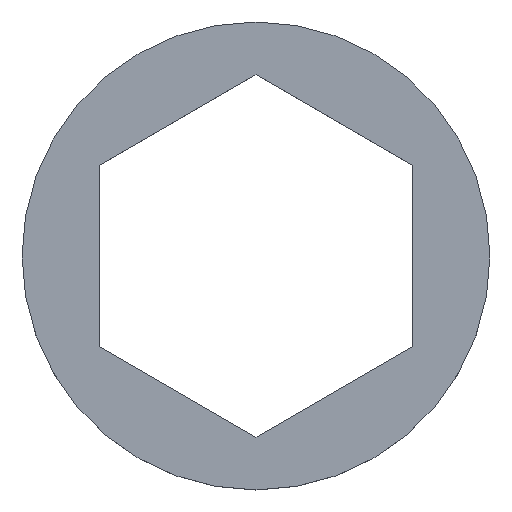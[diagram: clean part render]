
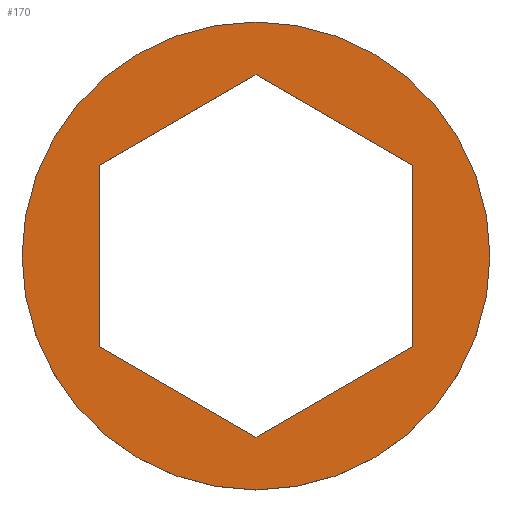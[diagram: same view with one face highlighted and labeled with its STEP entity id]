
A CAD part, top view. The second image highlights one B-rep face of the part: STEP entity #170.
In plain terms, the highlighted planar face has unit normal (0, 0, 1).
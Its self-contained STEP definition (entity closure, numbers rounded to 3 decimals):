
#15=FACE_BOUND('',#37,.T.);
#17=CIRCLE('',#193,9.525);
#27=FACE_OUTER_BOUND('',#36,.T.);
#36=EDGE_LOOP('',(#141));
#37=EDGE_LOOP('',(#142,#143,#144,#145,#146,#147));
#42=LINE('',#248,#61);
#45=LINE('',#254,#64);
#48=LINE('',#260,#67);
#51=LINE('',#266,#70);
#54=LINE('',#272,#73);
#57=LINE('',#276,#76);
#61=VECTOR('',#203,10.);
#64=VECTOR('',#208,10.);
#67=VECTOR('',#213,10.);
#70=VECTOR('',#218,10.);
#73=VECTOR('',#223,10.);
#76=VECTOR('',#228,10.);
#80=VERTEX_POINT('',#245);
#81=VERTEX_POINT('',#247);
#83=VERTEX_POINT('',#253);
#85=VERTEX_POINT('',#259);
#87=VERTEX_POINT('',#265);
#89=VERTEX_POINT('',#271);
#90=VERTEX_POINT('',#278);
#94=EDGE_CURVE('',#81,#80,#42,.T.);
#97=EDGE_CURVE('',#83,#81,#45,.T.);
#100=EDGE_CURVE('',#85,#83,#48,.T.);
#103=EDGE_CURVE('',#87,#85,#51,.T.);
#106=EDGE_CURVE('',#89,#87,#54,.T.);
#109=EDGE_CURVE('',#80,#89,#57,.T.);
#110=EDGE_CURVE('',#90,#90,#17,.T.);
#141=ORIENTED_EDGE('',*,*,#110,.T.);
#142=ORIENTED_EDGE('',*,*,#109,.T.);
#143=ORIENTED_EDGE('',*,*,#106,.T.);
#144=ORIENTED_EDGE('',*,*,#103,.T.);
#145=ORIENTED_EDGE('',*,*,#100,.T.);
#146=ORIENTED_EDGE('',*,*,#97,.T.);
#147=ORIENTED_EDGE('',*,*,#94,.T.);
#161=PLANE('',#195);
#170=ADVANCED_FACE('',(#27,#15),#161,.T.);
#193=AXIS2_PLACEMENT_3D('',#279,#231,#232);
#195=AXIS2_PLACEMENT_3D('',#283,#236,#237);
#203=DIRECTION('',(0.866,0.5,0.));
#208=DIRECTION('',(0.,1.,0.));
#213=DIRECTION('',(-0.866,0.5,0.));
#218=DIRECTION('',(-0.866,-0.5,0.));
#223=DIRECTION('',(0.,-1.,0.));
#228=DIRECTION('',(0.866,-0.5,0.));
#231=DIRECTION('center_axis',(0.,0.,1.));
#232=DIRECTION('ref_axis',(1.,0.,0.));
#236=DIRECTION('center_axis',(0.,0.,1.));
#237=DIRECTION('ref_axis',(1.,0.,0.));
#245=CARTESIAN_POINT('',(0.,7.379,1.588));
#247=CARTESIAN_POINT('',(-6.39,3.689,1.588));
#248=CARTESIAN_POINT('',(0.,7.379,1.588));
#253=CARTESIAN_POINT('',(-6.39,-3.689,1.588));
#254=CARTESIAN_POINT('',(-6.39,3.689,1.588));
#259=CARTESIAN_POINT('',(0.,-7.379,1.588));
#260=CARTESIAN_POINT('',(-6.39,-3.689,1.588));
#265=CARTESIAN_POINT('',(6.39,-3.689,1.588));
#266=CARTESIAN_POINT('',(0.,-7.379,1.588));
#271=CARTESIAN_POINT('',(6.39,3.689,1.588));
#272=CARTESIAN_POINT('',(6.39,-3.689,1.588));
#276=CARTESIAN_POINT('',(6.39,3.689,1.588));
#278=CARTESIAN_POINT('',(-9.525,0.,1.588));
#279=CARTESIAN_POINT('Origin',(0.,0.,1.588));
#283=CARTESIAN_POINT('Origin',(0.,0.,1.588));
